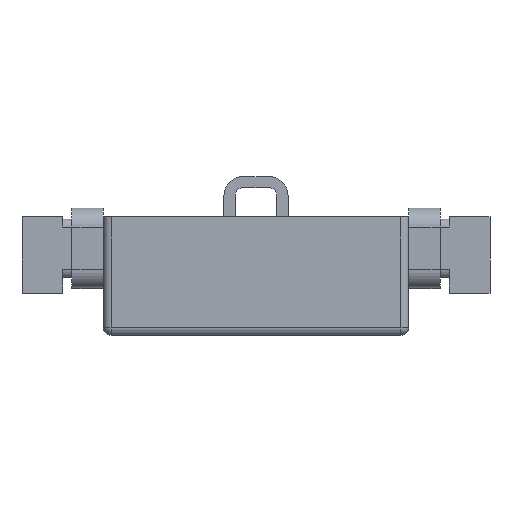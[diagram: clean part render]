
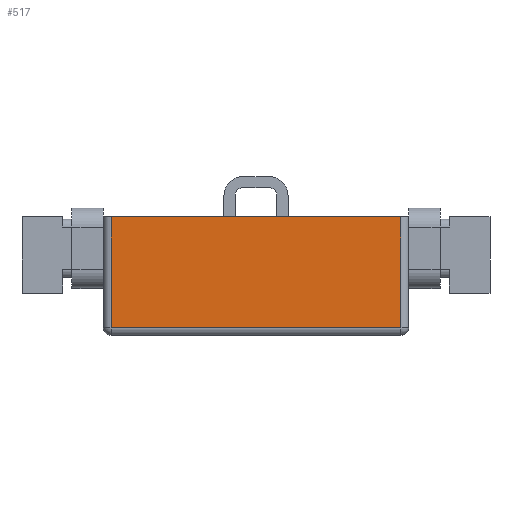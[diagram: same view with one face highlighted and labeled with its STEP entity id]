
A CAD part, front view. The second image highlights one B-rep face of the part: STEP entity #517.
In plain terms, the highlighted planar face has unit normal (0, -1, 0).
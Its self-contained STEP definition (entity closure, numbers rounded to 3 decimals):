
#517 = ADVANCED_FACE( '', ( #1476 ), #1477, .T. );
#1476 = FACE_OUTER_BOUND( '', #3369, .T. );
#1477 = PLANE( '', #3370 );
#3369 = EDGE_LOOP( '', ( #11190, #11191, #11192, #11193 ) );
#3370 = AXIS2_PLACEMENT_3D( '', #11194, #11195, #11196 );
#11190 = ORIENTED_EDGE( '', *, *, #14765, .F. );
#11191 = ORIENTED_EDGE( '', *, *, #14766, .T. );
#11192 = ORIENTED_EDGE( '', *, *, #14767, .T. );
#11193 = ORIENTED_EDGE( '', *, *, #14768, .T. );
#11194 = CARTESIAN_POINT( '', ( -3., -3.3, -2.33 ) );
#11195 = DIRECTION( '', ( 0., -1., 0. ) );
#11196 = DIRECTION( '', ( 0., 0., -1. ) );
#14765 = EDGE_CURVE( '', #16090, #16091, #16092, .T. );
#14766 = EDGE_CURVE( '', #16090, #16093, #16094, .F. );
#14767 = EDGE_CURVE( '', #16093, #16095, #16096, .T. );
#14768 = EDGE_CURVE( '', #16095, #16091, #16097, .T. );
#16090 = VERTEX_POINT( '', #18068 );
#16091 = VERTEX_POINT( '', #18069 );
#16092 = LINE( '', #18070, #18071 );
#16093 = VERTEX_POINT( '', #18072 );
#16094 = LINE( '', #18073, #18074 );
#16095 = VERTEX_POINT( '', #18075 );
#16096 = LINE( '', #18076, #18077 );
#16097 = LINE( '', #18078, #18079 );
#18068 = CARTESIAN_POINT( '', ( -2.85, -3.3, 0. ) );
#18069 = CARTESIAN_POINT( '', ( 2.85, -3.3, 0. ) );
#18070 = CARTESIAN_POINT( '', ( -3., -3.3, 0. ) );
#18071 = VECTOR( '', #21132, 1000. );
#18072 = CARTESIAN_POINT( '', ( -2.85, -3.3, -2.18 ) );
#18073 = CARTESIAN_POINT( '', ( -2.85, -3.3, -2.33 ) );
#18074 = VECTOR( '', #21133, 1000. );
#18075 = CARTESIAN_POINT( '', ( 2.85, -3.3, -2.18 ) );
#18076 = CARTESIAN_POINT( '', ( 3., -3.3, -2.18 ) );
#18077 = VECTOR( '', #21134, 1000. );
#18078 = CARTESIAN_POINT( '', ( 2.85, -3.3, -2.33 ) );
#18079 = VECTOR( '', #21135, 1000. );
#21132 = DIRECTION( '', ( 1., 0., 0. ) );
#21133 = DIRECTION( '', ( 0., 0., 1. ) );
#21134 = DIRECTION( '', ( 1., 0., 0. ) );
#21135 = DIRECTION( '', ( 0., 0., 1. ) );
